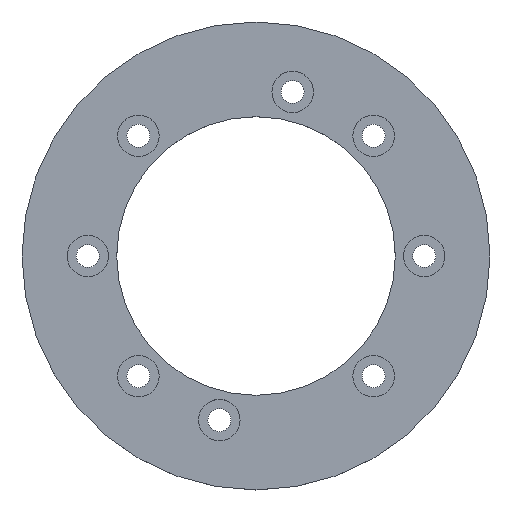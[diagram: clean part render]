
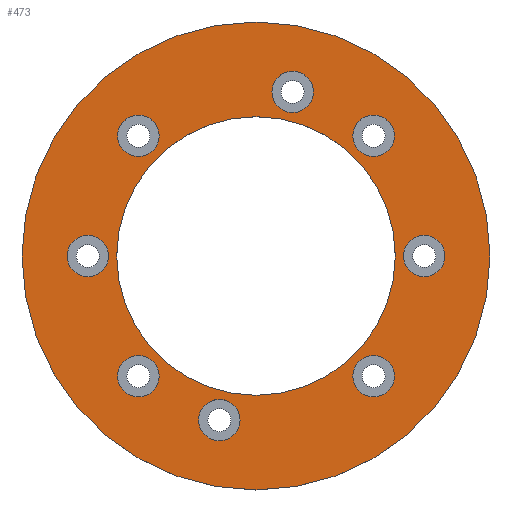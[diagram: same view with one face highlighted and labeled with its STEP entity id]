
A CAD part, top view. The second image highlights one B-rep face of the part: STEP entity #473.
In plain terms, the highlighted planar face has unit normal (0, 0, 1).
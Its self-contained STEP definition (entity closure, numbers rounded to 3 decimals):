
#84=FACE_BOUND('',#167,.T.);
#85=FACE_BOUND('',#168,.T.);
#86=FACE_BOUND('',#169,.T.);
#87=FACE_BOUND('',#170,.T.);
#88=FACE_BOUND('',#171,.T.);
#89=FACE_BOUND('',#172,.T.);
#90=FACE_BOUND('',#173,.T.);
#91=FACE_BOUND('',#174,.T.);
#92=FACE_BOUND('',#175,.T.);
#128=FACE_OUTER_BOUND('',#166,.T.);
#166=EDGE_LOOP('',(#407));
#167=EDGE_LOOP('',(#408));
#168=EDGE_LOOP('',(#409));
#169=EDGE_LOOP('',(#410));
#170=EDGE_LOOP('',(#411));
#171=EDGE_LOOP('',(#412));
#172=EDGE_LOOP('',(#413));
#173=EDGE_LOOP('',(#414));
#174=EDGE_LOOP('',(#415));
#175=EDGE_LOOP('',(#416));
#192=CIRCLE('',#497,2.25);
#196=CIRCLE('',#504,2.25);
#200=CIRCLE('',#511,2.25);
#204=CIRCLE('',#518,2.25);
#208=CIRCLE('',#525,2.25);
#212=CIRCLE('',#532,2.25);
#216=CIRCLE('',#539,2.25);
#220=CIRCLE('',#546,2.25);
#223=CIRCLE('',#551,15.12);
#224=CIRCLE('',#553,25.4);
#230=VERTEX_POINT('',#731);
#234=VERTEX_POINT('',#744);
#238=VERTEX_POINT('',#757);
#242=VERTEX_POINT('',#770);
#246=VERTEX_POINT('',#783);
#250=VERTEX_POINT('',#796);
#254=VERTEX_POINT('',#809);
#258=VERTEX_POINT('',#822);
#261=VERTEX_POINT('',#832);
#262=VERTEX_POINT('',#836);
#268=EDGE_CURVE('',#230,#230,#192,.T.);
#274=EDGE_CURVE('',#234,#234,#196,.T.);
#280=EDGE_CURVE('',#238,#238,#200,.T.);
#286=EDGE_CURVE('',#242,#242,#204,.T.);
#292=EDGE_CURVE('',#246,#246,#208,.T.);
#298=EDGE_CURVE('',#250,#250,#212,.T.);
#304=EDGE_CURVE('',#254,#254,#216,.T.);
#310=EDGE_CURVE('',#258,#258,#220,.T.);
#316=EDGE_CURVE('',#261,#261,#223,.T.);
#317=EDGE_CURVE('',#262,#262,#224,.T.);
#407=ORIENTED_EDGE('',*,*,#317,.F.);
#408=ORIENTED_EDGE('',*,*,#268,.T.);
#409=ORIENTED_EDGE('',*,*,#274,.T.);
#410=ORIENTED_EDGE('',*,*,#280,.T.);
#411=ORIENTED_EDGE('',*,*,#286,.T.);
#412=ORIENTED_EDGE('',*,*,#292,.T.);
#413=ORIENTED_EDGE('',*,*,#298,.T.);
#414=ORIENTED_EDGE('',*,*,#304,.T.);
#415=ORIENTED_EDGE('',*,*,#310,.T.);
#416=ORIENTED_EDGE('',*,*,#316,.T.);
#445=PLANE('',#552);
#473=ADVANCED_FACE('',(#128,#84,#85,#86,#87,#88,#89,#90,#91,#92),#445,.T.);
#497=AXIS2_PLACEMENT_3D('',#732,#574,#575);
#504=AXIS2_PLACEMENT_3D('',#745,#590,#591);
#511=AXIS2_PLACEMENT_3D('',#758,#606,#607);
#518=AXIS2_PLACEMENT_3D('',#771,#622,#623);
#525=AXIS2_PLACEMENT_3D('',#784,#638,#639);
#532=AXIS2_PLACEMENT_3D('',#797,#654,#655);
#539=AXIS2_PLACEMENT_3D('',#810,#670,#671);
#546=AXIS2_PLACEMENT_3D('',#823,#686,#687);
#551=AXIS2_PLACEMENT_3D('',#834,#699,#700);
#552=AXIS2_PLACEMENT_3D('',#835,#701,#702);
#553=AXIS2_PLACEMENT_3D('',#837,#703,#704);
#574=DIRECTION('center_axis',(0.,0.,-1.));
#575=DIRECTION('ref_axis',(1.,0.,0.));
#590=DIRECTION('center_axis',(0.,0.,-1.));
#591=DIRECTION('ref_axis',(1.,0.,0.));
#606=DIRECTION('center_axis',(0.,0.,-1.));
#607=DIRECTION('ref_axis',(1.,0.,0.));
#622=DIRECTION('center_axis',(0.,0.,-1.));
#623=DIRECTION('ref_axis',(1.,0.,0.));
#638=DIRECTION('center_axis',(0.,0.,-1.));
#639=DIRECTION('ref_axis',(1.,0.,0.));
#654=DIRECTION('center_axis',(0.,0.,-1.));
#655=DIRECTION('ref_axis',(1.,0.,0.));
#670=DIRECTION('center_axis',(0.,0.,-1.));
#671=DIRECTION('ref_axis',(1.,0.,0.));
#686=DIRECTION('center_axis',(0.,0.,-1.));
#687=DIRECTION('ref_axis',(1.,0.,0.));
#699=DIRECTION('center_axis',(0.,0.,-1.));
#700=DIRECTION('ref_axis',(1.,0.,0.));
#701=DIRECTION('center_axis',(0.,0.,1.));
#702=DIRECTION('ref_axis',(1.,0.,0.));
#703=DIRECTION('center_axis',(0.,0.,-1.));
#704=DIRECTION('ref_axis',(1.,0.,0.));
#731=CARTESIAN_POINT('',(-15.016,13.042,4.));
#732=CARTESIAN_POINT('Origin',(-12.766,13.042,4.));
#744=CARTESIAN_POINT('',(10.516,-13.042,4.));
#745=CARTESIAN_POINT('Origin',(12.766,-13.042,4.));
#757=CARTESIAN_POINT('',(-6.226,-17.812,4.));
#758=CARTESIAN_POINT('Origin',(-3.976,-17.812,4.));
#770=CARTESIAN_POINT('',(-15.016,-13.042,4.));
#771=CARTESIAN_POINT('Origin',(-12.766,-13.042,4.));
#783=CARTESIAN_POINT('',(-20.5,0.,4.));
#784=CARTESIAN_POINT('Origin',(-18.25,0.,4.));
#796=CARTESIAN_POINT('',(1.726,17.812,4.));
#797=CARTESIAN_POINT('Origin',(3.976,17.812,4.));
#809=CARTESIAN_POINT('',(10.516,13.042,4.));
#810=CARTESIAN_POINT('Origin',(12.766,13.042,4.));
#822=CARTESIAN_POINT('',(16.,0.,4.));
#823=CARTESIAN_POINT('Origin',(18.25,0.,4.));
#832=CARTESIAN_POINT('',(0.,-15.12,4.));
#834=CARTESIAN_POINT('Origin',(0.,0.,4.));
#835=CARTESIAN_POINT('Origin',(0.,25.4,4.));
#836=CARTESIAN_POINT('',(0.,-25.4,4.));
#837=CARTESIAN_POINT('Origin',(0.,0.,4.));
